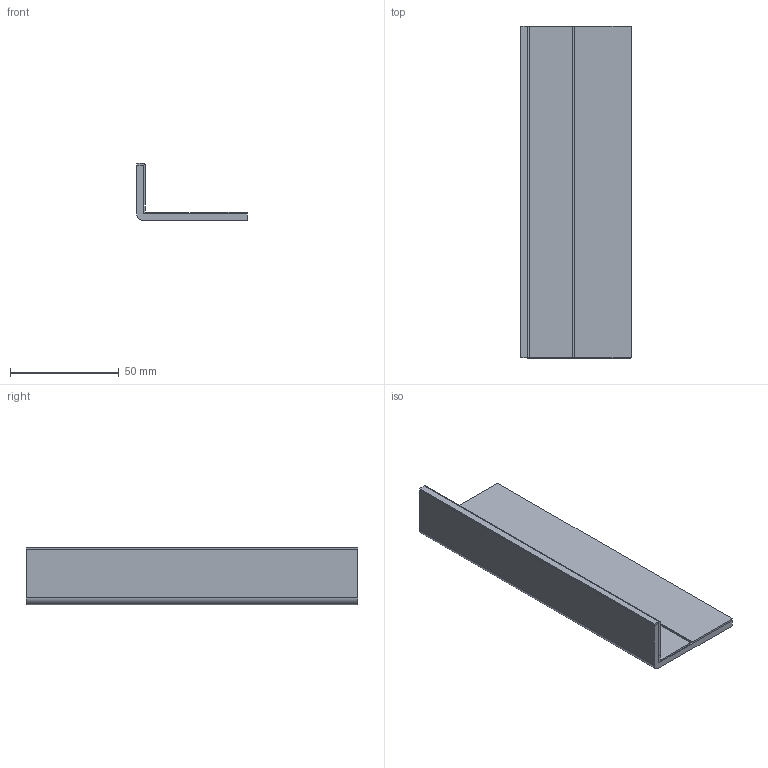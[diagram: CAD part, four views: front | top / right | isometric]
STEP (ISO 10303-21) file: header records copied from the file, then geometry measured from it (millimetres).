
FILE_DESCRIPTION(('', 'CAx-IF Rec.Pracs.---Representation and Presentation of Product Manufacturing Information (PMI)---4.0---2014-10-13'),'2;1');
FILE_NAME('SG2480.STP', '2021-04-08T15:30:05',(''), (''), 'Kubotek Kosmos Version 3.0.7268.7268', 'KeyCreator Pro', '');
FILE_SCHEMA(('AP242_MANAGED_MODEL_BASED_3D_ENGINEERING_MIM_LF { 1 0 10303 442 1 1 4 }'));
Length unit declared in the file: inch
Bounding box: 50.8 x 152.4 x 26.29 mm (x, y, z)
Volume: 43352.8 mm3; surface area: 46165.7 mm2
Topology: 4 solids, 4 shells, 33 faces, 75 edges, 50 vertices
Faces by surface type: plane 30, cylinder 3
Entity records: 957 total; most frequent: CARTESIAN_POINT 159, ORIENTED_EDGE 150, DIRECTION 149, EDGE_CURVE 75, VECTOR 69, LINE 69, VERTEX_POINT 50, AXIS2_PLACEMENT_3D 40
